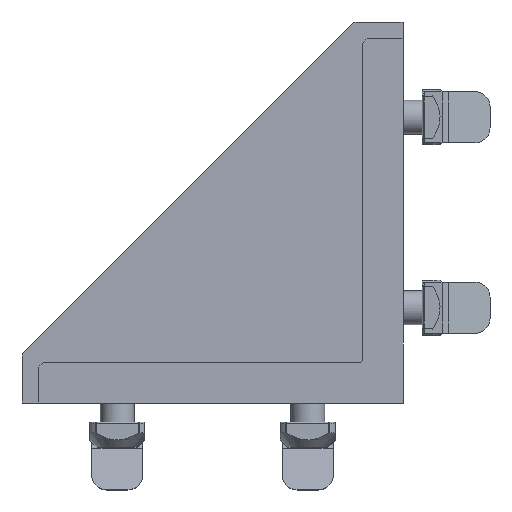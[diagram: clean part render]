
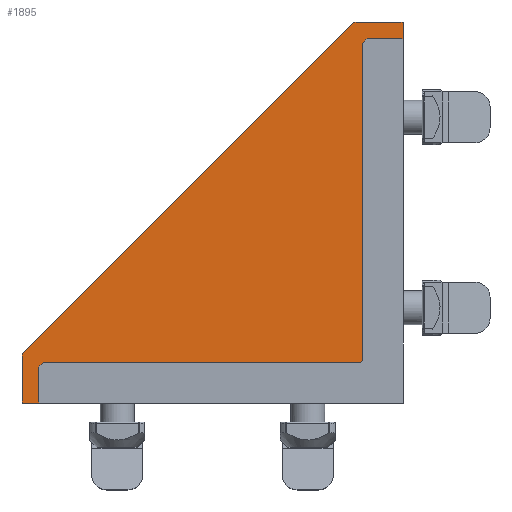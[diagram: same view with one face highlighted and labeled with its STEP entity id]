
A CAD part, left-side view. The second image highlights one B-rep face of the part: STEP entity #1895.
In plain terms, the highlighted face is planar.
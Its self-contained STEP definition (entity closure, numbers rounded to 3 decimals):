
#1895=ADVANCED_FACE('',(#2066),#2067,.T.);
#2066=FACE_OUTER_BOUND('',#2337,.T.);
#2067=PLANE('',#2338);
#2337=EDGE_LOOP('',(#2648,#2649,#2650,#2651,#2652,#2653,#2654,#2655,#2656,#2657,#2658,#2659,#2660,#2661));
#2338=AXIS2_PLACEMENT_3D('',#2662,#2663,#2664);
#2648=ORIENTED_EDGE('',*,*,#3568,.F.);
#2649=ORIENTED_EDGE('',*,*,#3570,.T.);
#2650=ORIENTED_EDGE('',*,*,#3562,.F.);
#2651=ORIENTED_EDGE('',*,*,#3572,.T.);
#2652=ORIENTED_EDGE('',*,*,#3581,.F.);
#2653=ORIENTED_EDGE('',*,*,#3582,.F.);
#2654=ORIENTED_EDGE('',*,*,#3583,.F.);
#2655=ORIENTED_EDGE('',*,*,#3584,.F.);
#2656=ORIENTED_EDGE('',*,*,#3585,.F.);
#2657=ORIENTED_EDGE('',*,*,#3560,.F.);
#2658=ORIENTED_EDGE('',*,*,#3586,.F.);
#2659=ORIENTED_EDGE('',*,*,#3587,.F.);
#2660=ORIENTED_EDGE('',*,*,#3588,.F.);
#2661=ORIENTED_EDGE('',*,*,#3589,.F.);
#2662=CARTESIAN_POINT('',(0.0,0.0,-21.5));
#2663=DIRECTION('',(0.0,0.0,-1.0));
#2664=DIRECTION('',(-1.0,0.0,0.0));
#3560=EDGE_CURVE('',#3860,#3862,#3863,.T.);
#3562=EDGE_CURVE('',#3865,#3866,#3867,.T.);
#3568=EDGE_CURVE('',#3876,#3878,#3879,.T.);
#3570=EDGE_CURVE('',#3876,#3866,#3881,.T.);
#3572=EDGE_CURVE('',#3865,#3883,#3884,.T.);
#3581=EDGE_CURVE('',#3899,#3883,#3900,.T.);
#3582=EDGE_CURVE('',#3901,#3899,#3902,.T.);
#3583=EDGE_CURVE('',#3903,#3901,#3904,.T.);
#3584=EDGE_CURVE('',#3905,#3903,#3906,.T.);
#3585=EDGE_CURVE('',#3862,#3905,#3907,.T.);
#3586=EDGE_CURVE('',#3908,#3860,#3909,.T.);
#3587=EDGE_CURVE('',#3910,#3908,#3911,.T.);
#3588=EDGE_CURVE('',#3912,#3910,#3913,.T.);
#3589=EDGE_CURVE('',#3878,#3912,#3914,.T.);
#3860=VERTEX_POINT('',#4352);
#3862=VERTEX_POINT('',#4355);
#3863=CIRCLE('',#4356,1.0);
#3865=VERTEX_POINT('',#4359);
#3866=VERTEX_POINT('',#4360);
#3867=LINE('',#4361,#4362);
#3876=VERTEX_POINT('',#4375);
#3878=VERTEX_POINT('',#4378);
#3879=LINE('',#4379,#4380);
#3881=CIRCLE('',#4383,2.0);
#3883=VERTEX_POINT('',#4385);
#3884=CIRCLE('',#4386,2.0);
#3899=VERTEX_POINT('',#4408);
#3900=LINE('',#4409,#4410);
#3901=VERTEX_POINT('',#4411);
#3902=LINE('',#4412,#4413);
#3903=VERTEX_POINT('',#4414);
#3904=LINE('',#4415,#4416);
#3905=VERTEX_POINT('',#4417);
#3906=LINE('',#4418,#4419);
#3907=LINE('',#4420,#4421);
#3908=VERTEX_POINT('',#4422);
#3909=LINE('',#4423,#4424);
#3910=VERTEX_POINT('',#4425);
#3911=LINE('',#4426,#4427);
#3912=VERTEX_POINT('',#4428);
#3913=LINE('',#4429,#4430);
#3914=LINE('',#4431,#4432);
#4352=CARTESIAN_POINT('',(9.5,10.5,-21.5));
#4355=CARTESIAN_POINT('',(10.5,9.5,-21.5));
#4356=AXIS2_PLACEMENT_3D('',#5183,#5184,#5185);
#4359=CARTESIAN_POINT('',(89.414,12.157,-21.5));
#4360=CARTESIAN_POINT('',(12.157,89.414,-21.5));
#4361=CARTESIAN_POINT('',(90.0,11.571,-21.5));
#4362=VECTOR('',#5187,1.0);
#4375=CARTESIAN_POINT('',(10.743,90.0,-21.5));
#4378=CARTESIAN_POINT('',(0.0,90.0,-21.5));
#4379=CARTESIAN_POINT('',(0.0,90.0,-21.5));
#4380=VECTOR('',#5193,1.0);
#4383=AXIS2_PLACEMENT_3D('',#5195,#5196,#5197);
#4385=CARTESIAN_POINT('',(90.0,10.743,-21.5));
#4386=AXIS2_PLACEMENT_3D('',#5201,#5202,#5203);
#4408=CARTESIAN_POINT('',(90.0,0.,-21.5));
#4409=CARTESIAN_POINT('',(90.0,0.,-21.5));
#4410=VECTOR('',#5214,1.0);
#4411=CARTESIAN_POINT('',(86.0,0.,-21.5));
#4412=CARTESIAN_POINT('',(86.0,0.,-21.5));
#4413=VECTOR('',#5215,1.0);
#4414=CARTESIAN_POINT('',(86.0,8.5,-21.5));
#4415=CARTESIAN_POINT('',(86.0,8.5,-21.5));
#4416=VECTOR('',#5216,1.0);
#4417=CARTESIAN_POINT('',(85.0,9.5,-21.5));
#4418=CARTESIAN_POINT('',(8.5,86.0,-21.5));
#4419=VECTOR('',#5217,1.0);
#4420=CARTESIAN_POINT('',(47.75,9.5,-21.5));
#4421=VECTOR('',#5218,1.0);
#4422=CARTESIAN_POINT('',(9.5,85.0,-21.5));
#4423=CARTESIAN_POINT('',(9.5,47.75,-21.5));
#4424=VECTOR('',#5219,1.0);
#4425=CARTESIAN_POINT('',(8.5,86.0,-21.5));
#4426=CARTESIAN_POINT('',(8.5,86.0,-21.5));
#4427=VECTOR('',#5220,1.0);
#4428=CARTESIAN_POINT('',(0.0,86.0,-21.5));
#4429=CARTESIAN_POINT('',(0.0,86.0,-21.5));
#4430=VECTOR('',#5221,1.0);
#4431=CARTESIAN_POINT('',(0.0,86.0,-21.5));
#4432=VECTOR('',#5222,1.0);
#5183=CARTESIAN_POINT('',(10.5,10.5,-21.5));
#5184=DIRECTION('',(0.0,0.0,1.0));
#5185=DIRECTION('',(1.0,0.0,0.0));
#5187=DIRECTION('',(-0.707,0.707,0.0));
#5193=DIRECTION('',(-1.0,0.0,0.0));
#5195=CARTESIAN_POINT('',(10.743,88.0,-21.5));
#5196=DIRECTION('',(0.0,0.0,-1.0));
#5197=DIRECTION('',(-1.0,0.0,0.0));
#5201=CARTESIAN_POINT('',(88.0,10.743,-21.5));
#5202=DIRECTION('',(0.0,0.0,-1.0));
#5203=DIRECTION('',(-1.0,0.0,0.0));
#5214=DIRECTION('',(0.0,1.0,0.0));
#5215=DIRECTION('',(1.0,0.0,0.0));
#5216=DIRECTION('',(0.0,-1.0,0.0));
#5217=DIRECTION('',(0.707,-0.707,0.0));
#5218=DIRECTION('',(1.0,0.,0.0));
#5219=DIRECTION('',(0.,-1.0,0.0));
#5220=DIRECTION('',(0.707,-0.707,0.0));
#5221=DIRECTION('',(1.0,0.0,0.0));
#5222=DIRECTION('',(0.0,-1.0,0.0));
